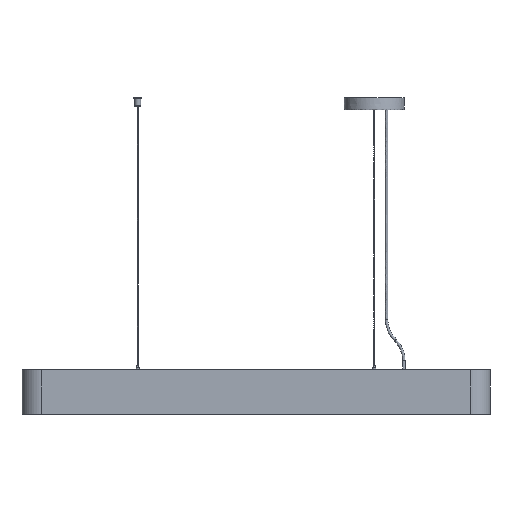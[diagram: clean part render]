
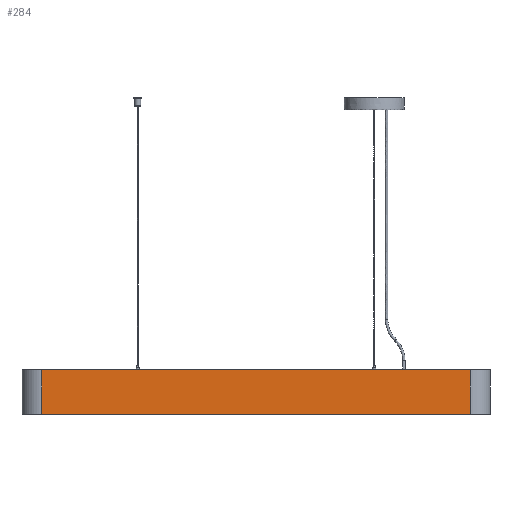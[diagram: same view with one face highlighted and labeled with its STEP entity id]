
A CAD part, front view. The second image highlights one B-rep face of the part: STEP entity #284.
In plain terms, the highlighted planar face has unit normal (0, -1, 0).
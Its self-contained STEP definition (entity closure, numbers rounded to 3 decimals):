
#49=B_SPLINE_CURVE_WITH_KNOTS('',1,(#3249,#3250),.UNSPECIFIED.,.F.,.F.,
(2,2),(0.,1104.869),.UNSPECIFIED.);
#50=B_SPLINE_CURVE_WITH_KNOTS('',1,(#3251,#3252),.UNSPECIFIED.,.F.,.F.,
(2,2),(-1104.869,0.),.UNSPECIFIED.);
#284=ADVANCED_FACE('',(#394),#1536,.T.);
#394=FACE_OUTER_BOUND('',#517,.T.);
#517=EDGE_LOOP('',(#877,#878,#879,#880));
#877=ORIENTED_EDGE('',*,*,#1109,.T.);
#878=ORIENTED_EDGE('',*,*,#1139,.T.);
#879=ORIENTED_EDGE('',*,*,#1106,.T.);
#880=ORIENTED_EDGE('',*,*,#1140,.T.);
#1106=EDGE_CURVE('',#1453,#1452,#1315,.T.);
#1109=EDGE_CURVE('',#1455,#1456,#1318,.T.);
#1139=EDGE_CURVE('',#1456,#1453,#49,.T.);
#1140=EDGE_CURVE('',#1452,#1455,#50,.T.);
#1315=(
BOUNDED_CURVE()
B_SPLINE_CURVE(1,(#3169,#3170),.UNSPECIFIED.,.F.,.F.)
B_SPLINE_CURVE_WITH_KNOTS((2,2),(-115.2,0.),.UNSPECIFIED.)
CURVE()
GEOMETRIC_REPRESENTATION_ITEM()
RATIONAL_B_SPLINE_CURVE((1.,1.))
REPRESENTATION_ITEM('')
);
#1318=(
BOUNDED_CURVE()
B_SPLINE_CURVE(1,(#3178,#3179),.UNSPECIFIED.,.F.,.F.)
B_SPLINE_CURVE_WITH_KNOTS((2,2),(0.,115.2),.UNSPECIFIED.)
CURVE()
GEOMETRIC_REPRESENTATION_ITEM()
RATIONAL_B_SPLINE_CURVE((1.,1.))
REPRESENTATION_ITEM('')
);
#1452=VERTEX_POINT('',#2861);
#1453=VERTEX_POINT('',#2862);
#1455=VERTEX_POINT('',#2864);
#1456=VERTEX_POINT('',#2865);
#1536=PLANE('',#1663);
#1663=AXIS2_PLACEMENT_3D('',#2779,#1720,$);
#1720=DIRECTION('',(0.,-1.,0.));
#2779=CARTESIAN_POINT('',(552.45,-50.798,0.));
#2861=CARTESIAN_POINT('',(-552.45,-50.802,0.));
#2862=CARTESIAN_POINT('',(-552.45,-50.802,115.2));
#2864=CARTESIAN_POINT('',(552.45,-50.798,0.));
#2865=CARTESIAN_POINT('',(552.45,-50.798,115.2));
#3169=CARTESIAN_POINT('',(-552.45,-50.802,115.2));
#3170=CARTESIAN_POINT('',(-552.45,-50.802,0.));
#3178=CARTESIAN_POINT('',(552.45,-50.798,0.));
#3179=CARTESIAN_POINT('',(552.45,-50.798,115.2));
#3249=CARTESIAN_POINT('',(552.45,-50.798,115.2));
#3250=CARTESIAN_POINT('',(-552.45,-50.802,115.2));
#3251=CARTESIAN_POINT('',(-552.45,-50.802,0.));
#3252=CARTESIAN_POINT('',(552.45,-50.798,0.));
